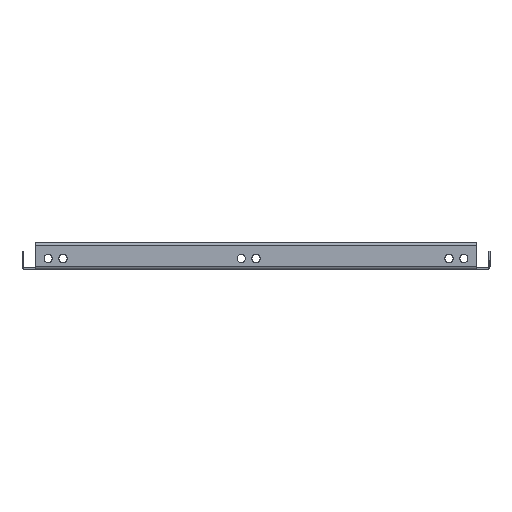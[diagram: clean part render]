
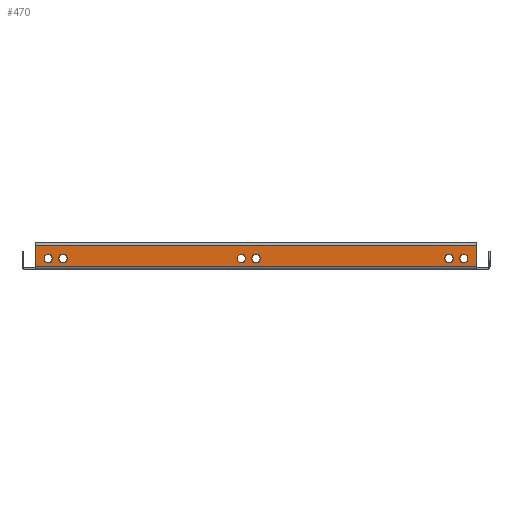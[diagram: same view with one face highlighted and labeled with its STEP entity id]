
A CAD part, left-side view. The second image highlights one B-rep face of the part: STEP entity #470.
In plain terms, the highlighted planar face has unit normal (-1, 0, 0).
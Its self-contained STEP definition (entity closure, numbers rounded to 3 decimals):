
#106 = ORIENTED_EDGE ( 'NONE', *, *, #546, .T. ) ;
#210 = AXIS2_PLACEMENT_3D ( 'NONE', #3571, #2729, #232 ) ;
#232 = DIRECTION ( 'NONE',  ( 0., 0., -1. ) ) ;
#266 = CARTESIAN_POINT ( 'NONE',  ( -153.2, 162.5, 7.8 ) ) ;
#270 = ORIENTED_EDGE ( 'NONE', *, *, #3401, .T. ) ;
#317 = ORIENTED_EDGE ( 'NONE', *, *, #6022, .T. ) ;
#322 = ORIENTED_EDGE ( 'NONE', *, *, #5766, .T. ) ;
#341 = CARTESIAN_POINT ( 'NONE',  ( -153.2, 162.5, 11.25 ) ) ;
#372 = DIRECTION ( 'NONE',  ( 0., 0., -1. ) ) ;
#425 = DIRECTION ( 'NONE',  ( 0., 0., -1. ) ) ;
#458 = CARTESIAN_POINT ( 'NONE',  ( -153.2, -162.5, 4.35 ) ) ;
#461 = ORIENTED_EDGE ( 'NONE', *, *, #4439, .T. ) ;
#470 = ADVANCED_FACE ( 'NONE', ( #3989, #2465, #1866, #977, #2244, #6051, #2763 ), #5490, .T. ) ;
#525 = CARTESIAN_POINT ( 'NONE',  ( -153.2, -162.5, 7.8 ) ) ;
#546 = EDGE_CURVE ( 'NONE', #3937, #4634, #4785, .T. ) ;
#548 = VERTEX_POINT ( 'NONE', #1394 ) ;
#557 = LINE ( 'NONE', #5800, #868 ) ;
#561 = AXIS2_PLACEMENT_3D ( 'NONE', #3494, #2115, #5387 ) ;
#563 = ORIENTED_EDGE ( 'NONE', *, *, #1789, .T. ) ;
#590 = CARTESIAN_POINT ( 'NONE',  ( -153.2, 175., 7.8 ) ) ;
#603 = CARTESIAN_POINT ( 'NONE',  ( -153.2, 175., 7.8 ) ) ;
#627 = VERTEX_POINT ( 'NONE', #3221 ) ;
#655 = VERTEX_POINT ( 'NONE', #3721 ) ;
#671 = ORIENTED_EDGE ( 'NONE', *, *, #2960, .T. ) ;
#718 = EDGE_LOOP ( 'NONE', ( #106, #322, #4601, #270 ) ) ;
#761 = CARTESIAN_POINT ( 'NONE',  ( -153.2, -162.5, 11.25 ) ) ;
#829 = DIRECTION ( 'NONE',  ( 1., 0., 0. ) ) ;
#834 = EDGE_CURVE ( 'NONE', #3284, #655, #3190, .T. ) ;
#868 = VECTOR ( 'NONE', #4375, 1000. ) ;
#893 = CIRCLE ( 'NONE', #5291, 3.45 ) ;
#977 = FACE_BOUND ( 'NONE', #6043, .T. ) ;
#1022 = DIRECTION ( 'NONE',  ( 1., 0., 0. ) ) ;
#1072 = DIRECTION ( 'NONE',  ( 1., 0., 0. ) ) ;
#1091 = CIRCLE ( 'NONE', #5215, 3.45 ) ;
#1122 = VECTOR ( 'NONE', #1553, 1000. ) ;
#1124 = CARTESIAN_POINT ( 'NONE',  ( -153.2, 185.8, 18.8 ) ) ;
#1148 = AXIS2_PLACEMENT_3D ( 'NONE', #5770, #1072, #4841 ) ;
#1355 = DIRECTION ( 'NONE',  ( 0., 0., -1. ) ) ;
#1394 = CARTESIAN_POINT ( 'NONE',  ( -153.2, 12.5, 11.25 ) ) ;
#1420 = EDGE_CURVE ( 'NONE', #5473, #3531, #893, .T. ) ;
#1421 = DIRECTION ( 'NONE',  ( 1., 0., 0. ) ) ;
#1465 = CARTESIAN_POINT ( 'NONE',  ( -153.2, 185.8, 1. ) ) ;
#1468 = ORIENTED_EDGE ( 'NONE', *, *, #3427, .T. ) ;
#1485 = CIRCLE ( 'NONE', #3879, 3.45 ) ;
#1502 = LINE ( 'NONE', #4677, #5158 ) ;
#1553 = DIRECTION ( 'NONE',  ( 0., 0., 1. ) ) ;
#1615 = EDGE_CURVE ( 'NONE', #4120, #4289, #3678, .T. ) ;
#1668 = DIRECTION ( 'NONE',  ( 0., 0., -1. ) ) ;
#1758 = VERTEX_POINT ( 'NONE', #5723 ) ;
#1789 = EDGE_CURVE ( 'NONE', #3531, #5473, #2369, .T. ) ;
#1866 = FACE_BOUND ( 'NONE', #4362, .T. ) ;
#1912 = AXIS2_PLACEMENT_3D ( 'NONE', #3570, #4976, #3168 ) ;
#1949 = CARTESIAN_POINT ( 'NONE',  ( -153.2, -175., 7.8 ) ) ;
#1962 = CARTESIAN_POINT ( 'NONE',  ( -153.2, -175., 11.25 ) ) ;
#2005 = DIRECTION ( 'NONE',  ( 1., 0., 0. ) ) ;
#2115 = DIRECTION ( 'NONE',  ( 1., 0., 0. ) ) ;
#2128 = VERTEX_POINT ( 'NONE', #6044 ) ;
#2146 = CARTESIAN_POINT ( 'NONE',  ( -153.2, 162.5, 4.35 ) ) ;
#2220 = EDGE_CURVE ( 'NONE', #5946, #1758, #2448, .T. ) ;
#2244 = FACE_BOUND ( 'NONE', #3286, .T. ) ;
#2263 = EDGE_CURVE ( 'NONE', #3507, #627, #1485, .T. ) ;
#2265 = CARTESIAN_POINT ( 'NONE',  ( -153.2, 175., 4.35 ) ) ;
#2369 = CIRCLE ( 'NONE', #561, 3.45 ) ;
#2398 = CARTESIAN_POINT ( 'NONE',  ( -153.2, 0., 7.8 ) ) ;
#2448 = CIRCLE ( 'NONE', #6012, 3.45 ) ;
#2465 = FACE_BOUND ( 'NONE', #4871, .T. ) ;
#2534 = DIRECTION ( 'NONE',  ( 1., 0., 0. ) ) ;
#2596 = ORIENTED_EDGE ( 'NONE', *, *, #1420, .T. ) ;
#2623 = AXIS2_PLACEMENT_3D ( 'NONE', #603, #2005, #5205 ) ;
#2729 = DIRECTION ( 'NONE',  ( 1., 0., 0. ) ) ;
#2763 = FACE_OUTER_BOUND ( 'NONE', #718, .T. ) ;
#2960 = EDGE_CURVE ( 'NONE', #5691, #2128, #1091, .T. ) ;
#2968 = CARTESIAN_POINT ( 'NONE',  ( -153.2, -185.8, 0. ) ) ;
#2984 = CIRCLE ( 'NONE', #3664, 3.45 ) ;
#3168 = DIRECTION ( 'NONE',  ( 0., 0., 1. ) ) ;
#3190 = LINE ( 'NONE', #2968, #1122 ) ;
#3217 = DIRECTION ( 'NONE',  ( 0., -1., 0. ) ) ;
#3221 = CARTESIAN_POINT ( 'NONE',  ( -153.2, 0., 4.35 ) ) ;
#3276 = DIRECTION ( 'NONE',  ( 1., 0., 0. ) ) ;
#3284 = VERTEX_POINT ( 'NONE', #3781 ) ;
#3286 = EDGE_LOOP ( 'NONE', ( #2596, #563 ) ) ;
#3346 = DIRECTION ( 'NONE',  ( 0., 0., -1. ) ) ;
#3378 = ORIENTED_EDGE ( 'NONE', *, *, #1615, .T. ) ;
#3401 = EDGE_CURVE ( 'NONE', #655, #3937, #557, .T. ) ;
#3427 = EDGE_CURVE ( 'NONE', #627, #3507, #4748, .T. ) ;
#3494 = CARTESIAN_POINT ( 'NONE',  ( -153.2, 162.5, 7.8 ) ) ;
#3507 = VERTEX_POINT ( 'NONE', #5989 ) ;
#3531 = VERTEX_POINT ( 'NONE', #341 ) ;
#3557 = VECTOR ( 'NONE', #1355, 1000. ) ;
#3570 = CARTESIAN_POINT ( 'NONE',  ( -153.2, 0., 0. ) ) ;
#3571 = CARTESIAN_POINT ( 'NONE',  ( -153.2, -175., 7.8 ) ) ;
#3604 = DIRECTION ( 'NONE',  ( 1., 0., 0. ) ) ;
#3664 = AXIS2_PLACEMENT_3D ( 'NONE', #4599, #3276, #425 ) ;
#3678 = CIRCLE ( 'NONE', #4346, 3.45 ) ;
#3721 = CARTESIAN_POINT ( 'NONE',  ( -153.2, -185.8, 18.8 ) ) ;
#3781 = CARTESIAN_POINT ( 'NONE',  ( -153.2, -185.8, 1. ) ) ;
#3815 = EDGE_CURVE ( 'NONE', #4289, #4120, #4096, .T. ) ;
#3879 = AXIS2_PLACEMENT_3D ( 'NONE', #2398, #1022, #4262 ) ;
#3921 = DIRECTION ( 'NONE',  ( 0., 0., -1. ) ) ;
#3937 = VERTEX_POINT ( 'NONE', #1124 ) ;
#3989 = FACE_BOUND ( 'NONE', #5524, .T. ) ;
#4080 = AXIS2_PLACEMENT_3D ( 'NONE', #4847, #4821, #5299 ) ;
#4096 = CIRCLE ( 'NONE', #6059, 3.45 ) ;
#4106 = ORIENTED_EDGE ( 'NONE', *, *, #3815, .T. ) ;
#4120 = VERTEX_POINT ( 'NONE', #761 ) ;
#4262 = DIRECTION ( 'NONE',  ( 0., 0., -1. ) ) ;
#4289 = VERTEX_POINT ( 'NONE', #458 ) ;
#4346 = AXIS2_PLACEMENT_3D ( 'NONE', #5025, #829, #372 ) ;
#4362 = EDGE_LOOP ( 'NONE', ( #671, #461 ) ) ;
#4375 = DIRECTION ( 'NONE',  ( 0., 1., 0. ) ) ;
#4439 = EDGE_CURVE ( 'NONE', #2128, #5691, #5553, .T. ) ;
#4464 = VERTEX_POINT ( 'NONE', #4793 ) ;
#4583 = CIRCLE ( 'NONE', #210, 3.45 ) ;
#4599 = CARTESIAN_POINT ( 'NONE',  ( -153.2, 12.5, 7.8 ) ) ;
#4601 = ORIENTED_EDGE ( 'NONE', *, *, #834, .T. ) ;
#4634 = VERTEX_POINT ( 'NONE', #1465 ) ;
#4677 = CARTESIAN_POINT ( 'NONE',  ( -153.2, 0., 1. ) ) ;
#4678 = ORIENTED_EDGE ( 'NONE', *, *, #2263, .T. ) ;
#4718 = DIRECTION ( 'NONE',  ( 0., 0., -1. ) ) ;
#4748 = CIRCLE ( 'NONE', #4080, 3.45 ) ;
#4785 = LINE ( 'NONE', #6013, #3557 ) ;
#4793 = CARTESIAN_POINT ( 'NONE',  ( -153.2, 12.5, 4.35 ) ) ;
#4821 = DIRECTION ( 'NONE',  ( 1., 0., 0. ) ) ;
#4841 = DIRECTION ( 'NONE',  ( 0., 0., -1. ) ) ;
#4847 = CARTESIAN_POINT ( 'NONE',  ( -153.2, 0., 7.8 ) ) ;
#4871 = EDGE_LOOP ( 'NONE', ( #1468, #4678 ) ) ;
#4976 = DIRECTION ( 'NONE',  ( -1., 0., 0. ) ) ;
#5025 = CARTESIAN_POINT ( 'NONE',  ( -153.2, -162.5, 7.8 ) ) ;
#5098 = EDGE_CURVE ( 'NONE', #1758, #5946, #4583, .T. ) ;
#5158 = VECTOR ( 'NONE', #3217, 1000. ) ;
#5205 = DIRECTION ( 'NONE',  ( 0., 0., -1. ) ) ;
#5215 = AXIS2_PLACEMENT_3D ( 'NONE', #590, #2534, #3921 ) ;
#5272 = ORIENTED_EDGE ( 'NONE', *, *, #5820, .T. ) ;
#5291 = AXIS2_PLACEMENT_3D ( 'NONE', #266, #3604, #1668 ) ;
#5294 = EDGE_LOOP ( 'NONE', ( #5386, #5416 ) ) ;
#5299 = DIRECTION ( 'NONE',  ( 0., 0., -1. ) ) ;
#5386 = ORIENTED_EDGE ( 'NONE', *, *, #5098, .T. ) ;
#5387 = DIRECTION ( 'NONE',  ( 0., 0., -1. ) ) ;
#5416 = ORIENTED_EDGE ( 'NONE', *, *, #2220, .T. ) ;
#5473 = VERTEX_POINT ( 'NONE', #2146 ) ;
#5490 = PLANE ( 'NONE',  #1912 ) ;
#5524 = EDGE_LOOP ( 'NONE', ( #317, #5272 ) ) ;
#5536 = CIRCLE ( 'NONE', #1148, 3.45 ) ;
#5553 = CIRCLE ( 'NONE', #2623, 3.45 ) ;
#5691 = VERTEX_POINT ( 'NONE', #2265 ) ;
#5708 = DIRECTION ( 'NONE',  ( 1., 0., 0. ) ) ;
#5723 = CARTESIAN_POINT ( 'NONE',  ( -153.2, -175., 4.35 ) ) ;
#5766 = EDGE_CURVE ( 'NONE', #4634, #3284, #1502, .T. ) ;
#5770 = CARTESIAN_POINT ( 'NONE',  ( -153.2, 12.5, 7.8 ) ) ;
#5800 = CARTESIAN_POINT ( 'NONE',  ( -153.2, 0., 18.8 ) ) ;
#5820 = EDGE_CURVE ( 'NONE', #548, #4464, #2984, .T. ) ;
#5946 = VERTEX_POINT ( 'NONE', #1962 ) ;
#5989 = CARTESIAN_POINT ( 'NONE',  ( -153.2, 0., 11.25 ) ) ;
#6012 = AXIS2_PLACEMENT_3D ( 'NONE', #1949, #1421, #3346 ) ;
#6013 = CARTESIAN_POINT ( 'NONE',  ( -153.2, 185.8, 0. ) ) ;
#6022 = EDGE_CURVE ( 'NONE', #4464, #548, #5536, .T. ) ;
#6043 = EDGE_LOOP ( 'NONE', ( #4106, #3378 ) ) ;
#6044 = CARTESIAN_POINT ( 'NONE',  ( -153.2, 175., 11.25 ) ) ;
#6051 = FACE_BOUND ( 'NONE', #5294, .T. ) ;
#6059 = AXIS2_PLACEMENT_3D ( 'NONE', #525, #5708, #4718 ) ;
